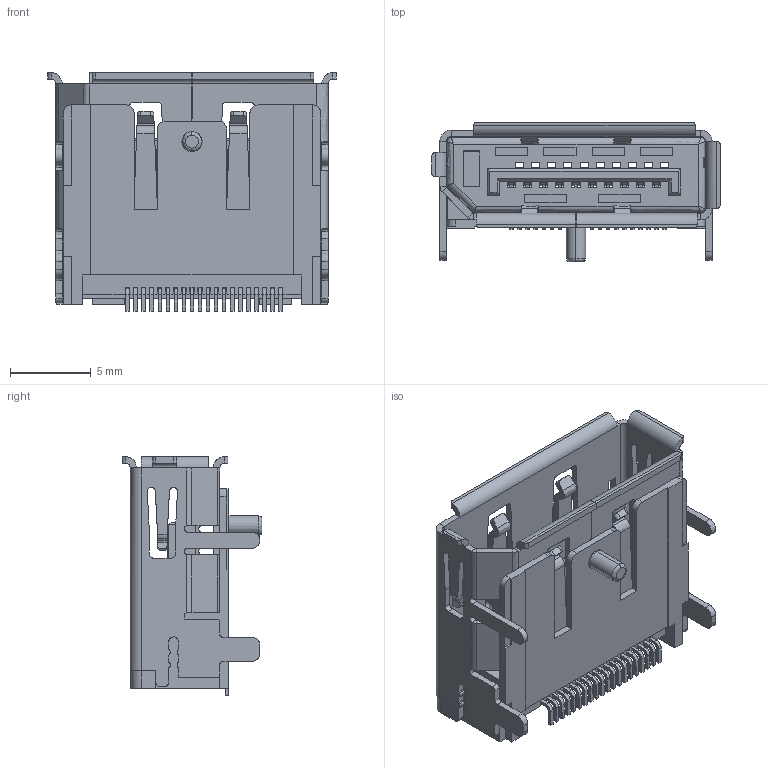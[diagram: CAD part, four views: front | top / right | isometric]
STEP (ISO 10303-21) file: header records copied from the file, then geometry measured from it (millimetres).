
FILE_DESCRIPTION (( 'STEP AP214' ), '1' );
FILE_NAME ('24-02701---Customer-P(338)A13.STEP', '2020-03-13T09:13:06', ( '' ), ( '' ), 'SwSTEP 2.0', 'SolidWorks 2018', '' );
FILE_SCHEMA (( 'AUTOMOTIVE_DESIGN' ));
Length unit declared in the file: millimetre
Products named in the file (1): 24-02701---Customer-P(338)A13
Bounding box: 17.9 x 8.68 x 14.81 mm (x, y, z)
Surface area: 2194.1 mm2 (no closed solid volume)
Topology: 0 solids, 29 shells, 2089 faces, 6176 edges, 4078 vertices
Faces by surface type: bspline 2089
Entity records: 71959 total; most frequent: CARTESIAN_POINT 31704, ORIENTED_EDGE 12118, EDGE_CURVE 6171, B_SPLINE_CURVE_WITH_KNOTS 5735, VERTEX_POINT 4078, EDGE_LOOP 2130, FACE_OUTER_BOUND 2089, ADVANCED_FACE 2088
